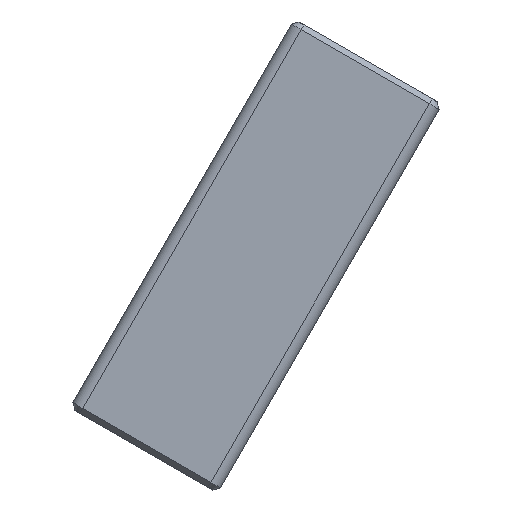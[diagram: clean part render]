
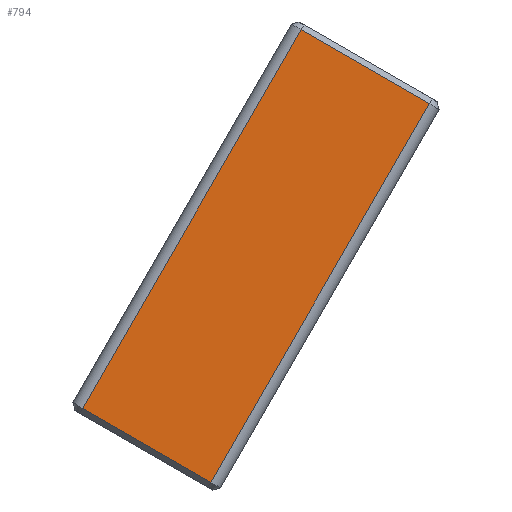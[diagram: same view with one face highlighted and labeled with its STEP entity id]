
A CAD part, left-side view. The second image highlights one B-rep face of the part: STEP entity #794.
In plain terms, the highlighted planar face has unit normal (-1, 0, 0).
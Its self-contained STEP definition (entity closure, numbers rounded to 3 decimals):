
#87 = ORIENTED_EDGE ( 'NONE', *, *, #1235, .T. ) ;
#152 = CARTESIAN_POINT ( 'NONE',  ( -180.5, 58.577, 96.542 ) ) ;
#316 = EDGE_LOOP ( 'NONE', ( #939, #1527, #87, #1345 ) ) ;
#327 = EDGE_CURVE ( 'NONE', #907, #1140, #1669, .T. ) ;
#392 = DIRECTION ( 'NONE',  ( 0., -0.866, -0.5 ) ) ;
#583 = DIRECTION ( 'NONE',  ( 0., 0., 1. ) ) ;
#655 = CARTESIAN_POINT ( 'NONE',  ( -180.5, 59.193, 97.475 ) ) ;
#792 = EDGE_CURVE ( 'NONE', #1133, #1724, #1418, .T. ) ;
#794 = ADVANCED_FACE ( 'NONE', ( #1224 ), #2072, .T. ) ;
#824 = VECTOR ( 'NONE', #1211, 1000. ) ;
#901 = DIRECTION ( 'NONE',  ( 0., -0.5, 0.866 ) ) ;
#907 = VERTEX_POINT ( 'NONE', #1011 ) ;
#939 = ORIENTED_EDGE ( 'NONE', *, *, #2694, .T. ) ;
#1011 = CARTESIAN_POINT ( 'NONE',  ( -180.5, 70.451, 103.975 ) ) ;
#1133 = VERTEX_POINT ( 'NONE', #2686 ) ;
#1140 = VERTEX_POINT ( 'NONE', #1385 ) ;
#1182 = AXIS2_PLACEMENT_3D ( 'NONE', #152, #2490, #583 ) ;
#1211 = DIRECTION ( 'NONE',  ( 0., 0.866, 0.5 ) ) ;
#1224 = FACE_OUTER_BOUND ( 'NONE', #316, .T. ) ;
#1235 = EDGE_CURVE ( 'NONE', #1724, #907, #2235, .T. ) ;
#1332 = LINE ( 'NONE', #2655, #2549 ) ;
#1345 = ORIENTED_EDGE ( 'NONE', *, *, #327, .T. ) ;
#1385 = CARTESIAN_POINT ( 'NONE',  ( -180.5, 59.193, 97.475 ) ) ;
#1418 = LINE ( 'NONE', #2268, #824 ) ;
#1426 = CARTESIAN_POINT ( 'NONE',  ( -180.5, 70.701, 103.542 ) ) ;
#1527 = ORIENTED_EDGE ( 'NONE', *, *, #792, .T. ) ;
#1669 = LINE ( 'NONE', #655, #2759 ) ;
#1724 = VERTEX_POINT ( 'NONE', #1941 ) ;
#1880 = VECTOR ( 'NONE', #2699, 1000. ) ;
#1941 = CARTESIAN_POINT ( 'NONE',  ( -180.5, 51.251, 137.23 ) ) ;
#2072 = PLANE ( 'NONE',  #1182 ) ;
#2235 = LINE ( 'NONE', #1426, #1880 ) ;
#2268 = CARTESIAN_POINT ( 'NONE',  ( -180.5, 51.251, 137.23 ) ) ;
#2490 = DIRECTION ( 'NONE',  ( -1., 0., 0. ) ) ;
#2549 = VECTOR ( 'NONE', #901, 1000. ) ;
#2655 = CARTESIAN_POINT ( 'NONE',  ( -180.5, 39.743, 131.163 ) ) ;
#2686 = CARTESIAN_POINT ( 'NONE',  ( -180.5, 39.993, 130.73 ) ) ;
#2694 = EDGE_CURVE ( 'NONE', #1140, #1133, #1332, .T. ) ;
#2699 = DIRECTION ( 'NONE',  ( 0., 0.5, -0.866 ) ) ;
#2759 = VECTOR ( 'NONE', #392, 1000. ) ;
